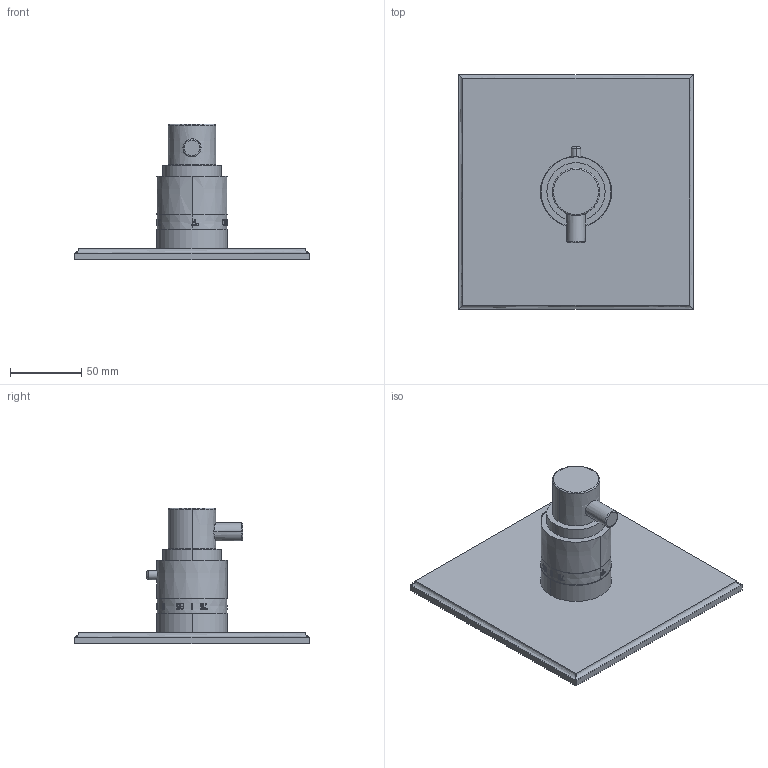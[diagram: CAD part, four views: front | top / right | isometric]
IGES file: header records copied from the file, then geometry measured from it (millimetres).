
Start section:  PTC IGES file: 3-1504ts.igs
Global section: file name: 3-1504ts.igs; native system: Creo Parametric by PTC Inc.; preprocessor: 2018400; author: jinson.thomas; organization: Unknown; date: 20201202.163927; units: inch
Bounding box: 165.1 x 165.1 x 95.48 mm (x, y, z)
Volume: 347226 mm3; surface area: 73521.6 mm2
Topology: 1 solids, 2 shells, 405 faces, 1114 edges, 733 vertices
Faces by surface type: bspline 341, revolution 64
